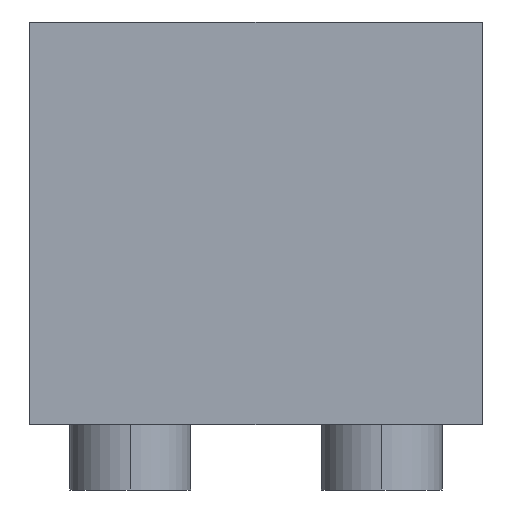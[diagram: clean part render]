
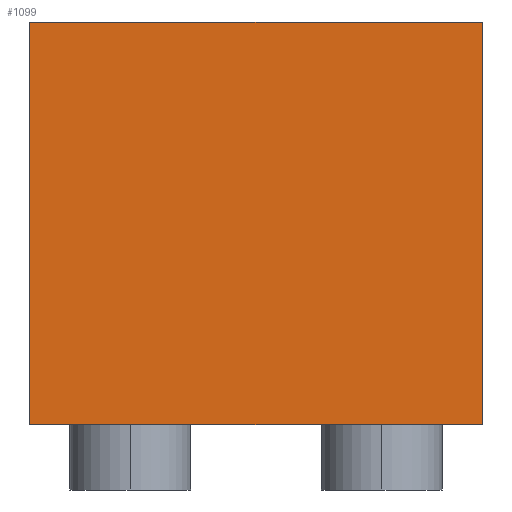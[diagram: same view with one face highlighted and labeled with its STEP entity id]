
A CAD part, front view. The second image highlights one B-rep face of the part: STEP entity #1099.
In plain terms, the highlighted planar face has unit normal (0, -1, 0).
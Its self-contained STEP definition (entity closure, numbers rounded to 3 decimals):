
#78 = DIRECTION ( 'NONE',  ( 0., 0., -1. ) ) ;
#86 = DIRECTION ( 'NONE',  ( 0., 1., 0. ) ) ;
#104 = DIRECTION ( 'NONE',  ( 0., 0., 1. ) ) ;
#129 = ORIENTED_EDGE ( 'NONE', *, *, #653, .T. ) ;
#139 = VERTEX_POINT ( 'NONE', #866 ) ;
#152 = ORIENTED_EDGE ( 'NONE', *, *, #500, .F. ) ;
#184 = CARTESIAN_POINT ( 'NONE',  ( -10., -10., 0. ) ) ;
#319 = CARTESIAN_POINT ( 'NONE',  ( 35., -10., 0. ) ) ;
#352 = VERTEX_POINT ( 'NONE', #184 ) ;
#358 = LINE ( 'NONE', #886, #1237 ) ;
#404 = CARTESIAN_POINT ( 'NONE',  ( 35., -10., 40. ) ) ;
#405 = EDGE_LOOP ( 'NONE', ( #1141, #152, #690, #129 ) ) ;
#409 = CARTESIAN_POINT ( 'NONE',  ( 35., -10., 40. ) ) ;
#441 = VECTOR ( 'NONE', #78, 1000. ) ;
#500 = EDGE_CURVE ( 'NONE', #661, #139, #1047, .T. ) ;
#528 = VERTEX_POINT ( 'NONE', #551 ) ;
#551 = CARTESIAN_POINT ( 'NONE',  ( -10., -10., 40. ) ) ;
#653 = EDGE_CURVE ( 'NONE', #528, #352, #1225, .T. ) ;
#661 = VERTEX_POINT ( 'NONE', #404 ) ;
#672 = LINE ( 'NONE', #319, #899 ) ;
#690 = ORIENTED_EDGE ( 'NONE', *, *, #769, .T. ) ;
#755 = DIRECTION ( 'NONE',  ( -1., 0., 0. ) ) ;
#769 = EDGE_CURVE ( 'NONE', #661, #528, #358, .T. ) ;
#832 = CARTESIAN_POINT ( 'NONE',  ( -10., -10., 40. ) ) ;
#866 = CARTESIAN_POINT ( 'NONE',  ( 35., -10., 0. ) ) ;
#886 = CARTESIAN_POINT ( 'NONE',  ( 35., -10., 40. ) ) ;
#899 = VECTOR ( 'NONE', #755, 1000. ) ;
#900 = AXIS2_PLACEMENT_3D ( 'NONE', #1230, #86, #104 ) ;
#971 = DIRECTION ( 'NONE',  ( -1., 0., 0. ) ) ;
#1047 = LINE ( 'NONE', #409, #1285 ) ;
#1075 = FACE_OUTER_BOUND ( 'NONE', #405, .T. ) ;
#1099 = ADVANCED_FACE ( 'NONE', ( #1075 ), #1125, .F. ) ;
#1121 = EDGE_CURVE ( 'NONE', #139, #352, #672, .T. ) ;
#1125 = PLANE ( 'NONE',  #900 ) ;
#1136 = DIRECTION ( 'NONE',  ( 0., 0., -1. ) ) ;
#1141 = ORIENTED_EDGE ( 'NONE', *, *, #1121, .F. ) ;
#1225 = LINE ( 'NONE', #832, #441 ) ;
#1230 = CARTESIAN_POINT ( 'NONE',  ( 35., -10., 40. ) ) ;
#1237 = VECTOR ( 'NONE', #971, 1000. ) ;
#1285 = VECTOR ( 'NONE', #1136, 1000. ) ;
